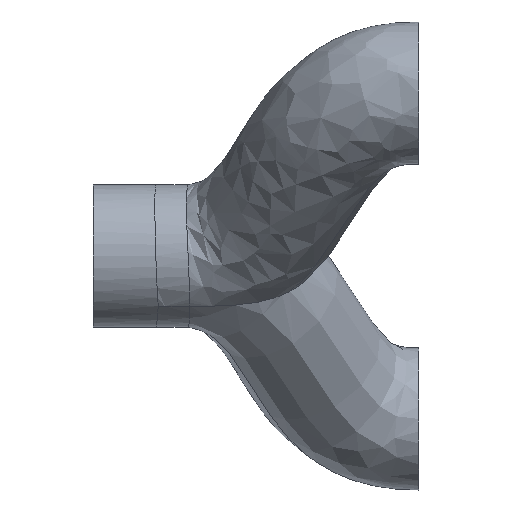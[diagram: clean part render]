
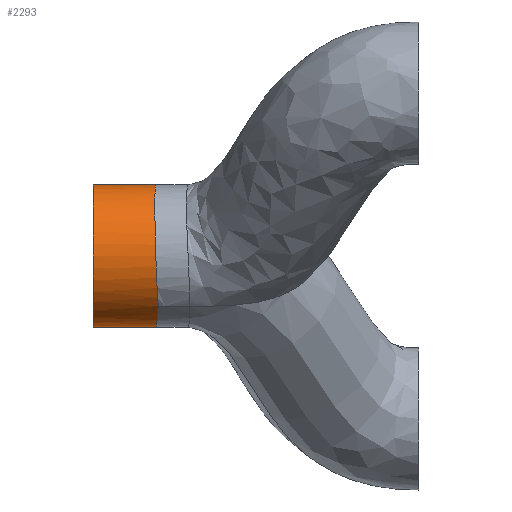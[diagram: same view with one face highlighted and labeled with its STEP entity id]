
A CAD part, left-side view. The second image highlights one B-rep face of the part: STEP entity #2293.
In plain terms, the highlighted cylindrical face has radius 10.905 mm (diameter 21.81 mm), a partial arc.
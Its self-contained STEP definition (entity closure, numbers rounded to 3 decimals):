
#905 = DIRECTION ( 'NONE',  ( 0., 1., 0. ) ) ;
#1838 = CARTESIAN_POINT ( 'NONE',  ( -10.878, 40.398, 0.809 ) ) ;
#2094 = VECTOR ( 'NONE', #17945, 1000. ) ;
#2113 = CARTESIAN_POINT ( 'NONE',  ( -8.092, 40.028, -7.33 ) ) ;
#2253 = CARTESIAN_POINT ( 'NONE',  ( -4.176, 40.479, 10.088 ) ) ;
#2293 = ADVANCED_FACE ( 'NONE', ( #11334 ), #24154, .T. ) ;
#3234 = B_SPLINE_CURVE_WITH_KNOTS ( 'NONE', 3,
 ( #25360, #2113, #14926, #25772, #10834, #25498, #4091, #6069, #17034, #14653, #12533, #23107, #21541, #21261, #1838, #10557, #12951, #23245, #14516, #18880, #19152, #6340, #16621, #19291, #21124, #6478, #20986, #8448, #10421, #15064, #27476, #2253, #27338, #3954, #27747, #19016, #27613, #8310 ),
 .UNSPECIFIED., .F., .F.,
 ( 4, 2, 2, 2, 2, 2, 2, 2, 2, 2, 2, 2, 2, 2, 2, 2, 2, 2, 4 ),
 ( 0., 0.002, 0.003, 0.005, 0.006, 0.008, 0.009, 0.01, 0.011, 0.013, 0.015, 0.015, 0.016, 0.019, 0.02, 0.021, 0.023, 0.024, 0.026 ),
 .UNSPECIFIED. ) ;
#3542 = DIRECTION ( 'NONE',  ( 0., 0., 1. ) ) ;
#3768 = ORIENTED_EDGE ( 'NONE', *, *, #6991, .F. ) ;
#3801 = ORIENTED_EDGE ( 'NONE', *, *, #22254, .F. ) ;
#3954 = CARTESIAN_POINT ( 'NONE',  ( -2.653, 40.447, 10.591 ) ) ;
#4091 = CARTESIAN_POINT ( 'NONE',  ( -10.088, 40.208, -4.177 ) ) ;
#4540 = CARTESIAN_POINT ( 'NONE',  ( -3.843, 40.223, -10.212 ) ) ;
#5278 = CARTESIAN_POINT ( 'NONE',  ( 0., 39., 0. ) ) ;
#5654 = DIRECTION ( 'NONE',  ( 0., 1., 0. ) ) ;
#6069 = CARTESIAN_POINT ( 'NONE',  ( -10.451, 40.254, -3.161 ) ) ;
#6280 = CARTESIAN_POINT ( 'NONE',  ( 0., 40.373, 10.905 ) ) ;
#6340 = CARTESIAN_POINT ( 'NONE',  ( -9.216, 40.503, 5.835 ) ) ;
#6478 = CARTESIAN_POINT ( 'NONE',  ( -7.743, 40.517, 7.754 ) ) ;
#6567 = LINE ( 'NONE', #11204, #16488 ) ;
#6737 = ORIENTED_EDGE ( 'NONE', *, *, #14698, .T. ) ;
#6785 = CARTESIAN_POINT ( 'NONE',  ( -1.427, 40.324, -10.817 ) ) ;
#6991 = EDGE_CURVE ( 'NONE', #17711, #26171, #24533, .T. ) ;
#7029 = B_SPLINE_CURVE_WITH_KNOTS ( 'NONE', 3,
 ( #7205, #15786, #19739, #21852, #9173, #4540, #24381, #18039, #19876, #6785, #24243, #19598, #22130 ),
 .UNSPECIFIED., .F., .F.,
 ( 4, 2, 2, 2, 1, 2, 4 ),
 ( 0., 0.002, 0.004, 0.005, 0.006, 0.007, 0.009 ),
 .UNSPECIFIED. ) ;
#7205 = CARTESIAN_POINT ( 'NONE',  ( -7.711, 40., -7.711 ) ) ;
#8065 = CARTESIAN_POINT ( 'NONE',  ( -7.711, 40., -7.711 ) ) ;
#8310 = CARTESIAN_POINT ( 'NONE',  ( 0., 40.373, 10.905 ) ) ;
#8448 = CARTESIAN_POINT ( 'NONE',  ( -5.833, 40.503, 9.218 ) ) ;
#9173 = CARTESIAN_POINT ( 'NONE',  ( -4.833, 40.176, -9.801 ) ) ;
#9179 = EDGE_CURVE ( 'NONE', #16147, #9675, #7029, .T. ) ;
#9620 = CARTESIAN_POINT ( 'NONE',  ( 0., 50., -10.905 ) ) ;
#9675 = VERTEX_POINT ( 'NONE', #13537 ) ;
#10421 = CARTESIAN_POINT ( 'NONE',  ( -5.603, 40.5, 9.36 ) ) ;
#10557 = CARTESIAN_POINT ( 'NONE',  ( -10.799, 40.421, 1.605 ) ) ;
#10792 = CARTESIAN_POINT ( 'NONE',  ( 0., 50., 10.905 ) ) ;
#10834 = CARTESIAN_POINT ( 'NONE',  ( -9.369, 40.134, -5.606 ) ) ;
#11204 = CARTESIAN_POINT ( 'NONE',  ( 0., 39., -10.905 ) ) ;
#11334 = FACE_OUTER_BOUND ( 'NONE', #13351, .T. ) ;
#11380 = EDGE_CURVE ( 'NONE', #16147, #13488, #3234, .T. ) ;
#11515 = ORIENTED_EDGE ( 'NONE', *, *, #11380, .T. ) ;
#11979 = CARTESIAN_POINT ( 'NONE',  ( 0., 50., 0. ) ) ;
#12533 = CARTESIAN_POINT ( 'NONE',  ( -10.866, 40.337, -1.071 ) ) ;
#12826 = AXIS2_PLACEMENT_3D ( 'NONE', #5278, #905, #19925 ) ;
#12951 = CARTESIAN_POINT ( 'NONE',  ( -10.708, 40.434, 2.13 ) ) ;
#13351 = EDGE_LOOP ( 'NONE', ( #3801, #23231, #11515, #6737, #3768 ) ) ;
#13488 = VERTEX_POINT ( 'NONE', #6280 ) ;
#13537 = CARTESIAN_POINT ( 'NONE',  ( 0., 40.373, -10.905 ) ) ;
#13717 = CARTESIAN_POINT ( 'NONE',  ( 0., 39., 10.905 ) ) ;
#14516 = CARTESIAN_POINT ( 'NONE',  ( -10.278, 40.469, 3.684 ) ) ;
#14653 = CARTESIAN_POINT ( 'NONE',  ( -10.8, 40.317, -1.601 ) ) ;
#14698 = EDGE_CURVE ( 'NONE', #13488, #26171, #24423, .T. ) ;
#14926 = CARTESIAN_POINT ( 'NONE',  ( -8.447, 40.055, -6.918 ) ) ;
#15064 = CARTESIAN_POINT ( 'NONE',  ( -5.136, 40.494, 9.624 ) ) ;
#15152 = DIRECTION ( 'NONE',  ( 0., 1., 0. ) ) ;
#15786 = CARTESIAN_POINT ( 'NONE',  ( -7.203, 40.037, -8.219 ) ) ;
#16147 = VERTEX_POINT ( 'NONE', #8065 ) ;
#16488 = VECTOR ( 'NONE', #15152, 1000. ) ;
#16621 = CARTESIAN_POINT ( 'NONE',  ( -9.071, 40.506, 6.059 ) ) ;
#17034 = CARTESIAN_POINT ( 'NONE',  ( -10.593, 40.276, -2.645 ) ) ;
#17711 = VERTEX_POINT ( 'NONE', #9620 ) ;
#17945 = DIRECTION ( 'NONE',  ( 0., 1., 0. ) ) ;
#18039 = CARTESIAN_POINT ( 'NONE',  ( -2.819, 40.269, -10.54 ) ) ;
#18880 = CARTESIAN_POINT ( 'NONE',  ( -9.868, 40.487, 4.673 ) ) ;
#19016 = CARTESIAN_POINT ( 'NONE',  ( -1.065, 40.406, 10.866 ) ) ;
#19152 = CARTESIAN_POINT ( 'NONE',  ( -9.628, 40.495, 5.149 ) ) ;
#19291 = CARTESIAN_POINT ( 'NONE',  ( -8.762, 40.51, 6.498 ) ) ;
#19598 = CARTESIAN_POINT ( 'NONE',  ( -0.359, 40.361, -10.905 ) ) ;
#19739 = CARTESIAN_POINT ( 'NONE',  ( -6.642, 40.074, -8.678 ) ) ;
#19876 = CARTESIAN_POINT ( 'NONE',  ( -2.129, 40.297, -10.713 ) ) ;
#19925 = DIRECTION ( 'NONE',  ( 0., 0., 1. ) ) ;
#20986 = CARTESIAN_POINT ( 'NONE',  ( -6.953, 40.515, 8.469 ) ) ;
#21124 = CARTESIAN_POINT ( 'NONE',  ( -8.598, 40.511, 6.714 ) ) ;
#21261 = CARTESIAN_POINT ( 'NONE',  ( -10.895, 40.39, 0.542 ) ) ;
#21541 = CARTESIAN_POINT ( 'NONE',  ( -10.908, 40.373, 0.004 ) ) ;
#21852 = CARTESIAN_POINT ( 'NONE',  ( -5.459, 40.143, -9.467 ) ) ;
#22130 = CARTESIAN_POINT ( 'NONE',  ( 0., 40.373, -10.905 ) ) ;
#22254 = EDGE_CURVE ( 'NONE', #9675, #17711, #6567, .T. ) ;
#23107 = CARTESIAN_POINT ( 'NONE',  ( -10.905, 40.364, -0.267 ) ) ;
#23231 = ORIENTED_EDGE ( 'NONE', *, *, #9179, .F. ) ;
#23245 = CARTESIAN_POINT ( 'NONE',  ( -10.449, 40.459, 3.168 ) ) ;
#24154 = CYLINDRICAL_SURFACE ( 'NONE', #12826, 10.905 ) ;
#24243 = CARTESIAN_POINT ( 'NONE',  ( -0.718, 40.349, -10.887 ) ) ;
#24381 = CARTESIAN_POINT ( 'NONE',  ( -3.502, 40.239, -10.333 ) ) ;
#24423 = LINE ( 'NONE', #13717, #2094 ) ;
#24533 = CIRCLE ( 'NONE', #24988, 10.905 ) ;
#24988 = AXIS2_PLACEMENT_3D ( 'NONE', #11979, #5654, #3542 ) ;
#25360 = CARTESIAN_POINT ( 'NONE',  ( -7.711, 40., -7.711 ) ) ;
#25498 = CARTESIAN_POINT ( 'NONE',  ( -9.87, 40.184, -4.667 ) ) ;
#25772 = CARTESIAN_POINT ( 'NONE',  ( -9.084, 40.108, -6.057 ) ) ;
#26171 = VERTEX_POINT ( 'NONE', #10792 ) ;
#27338 = CARTESIAN_POINT ( 'NONE',  ( -3.678, 40.469, 10.28 ) ) ;
#27476 = CARTESIAN_POINT ( 'NONE',  ( -4.899, 40.491, 9.746 ) ) ;
#27613 = CARTESIAN_POINT ( 'NONE',  ( -0.534, 40.39, 10.905 ) ) ;
#27747 = CARTESIAN_POINT ( 'NONE',  ( -2.122, 40.434, 10.71 ) ) ;
